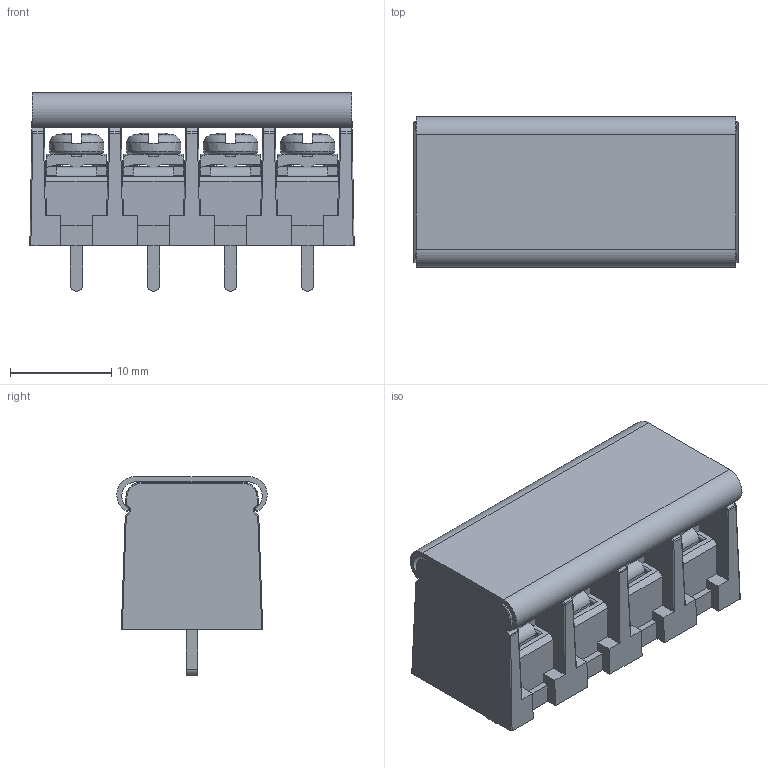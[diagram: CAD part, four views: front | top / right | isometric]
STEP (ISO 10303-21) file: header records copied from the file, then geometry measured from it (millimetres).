
FILE_DESCRIPTION( ( 'Unknown' ), '1' );
FILE_NAME( 'T31-EM1104.stp', 'Unknown', ( 'Unknown' ), ( 'Unknown' ), 'XStep 1.0', 'Unknown', ' ' );
FILE_SCHEMA( ( 'automotive_design' ) );
Length unit declared in the file: millimetre
Products named in the file (1): 1
Bounding box: 32.1 x 14.89 x 19.65 mm (x, y, z)
Volume: 3722.6 mm3; surface area: 5691.1 mm2
Topology: 1 solids, 8 shells, 1106 faces, 3165 edges, 2014 vertices
Faces by surface type: plane 683, cylinder 260, bspline 100, torus 31, cone 24, sphere 8
Full cylindrical faces by diameter (mm): 0.001 x5
Entity records: 40038 total; most frequent: CARTESIAN_POINT 11684, ORIENTED_EDGE 6232, DIRECTION 5603, EDGE_CURVE 3116, LINE 2077, VECTOR 2077, VERTEX_POINT 1994, AXIS2_PLACEMENT_3D 1763
